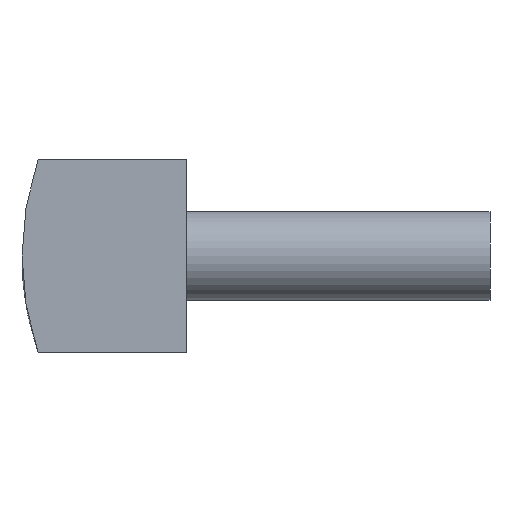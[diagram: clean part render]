
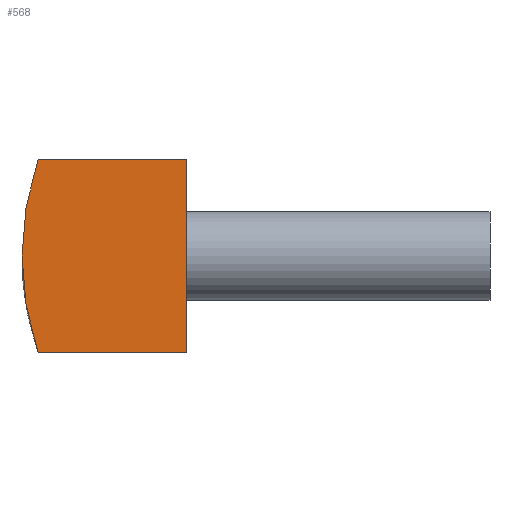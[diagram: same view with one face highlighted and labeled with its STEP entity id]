
A CAD part, left-side view. The second image highlights one B-rep face of the part: STEP entity #568.
In plain terms, the highlighted planar face has unit normal (-1, 0, 0).
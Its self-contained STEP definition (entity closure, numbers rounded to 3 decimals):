
#14 = ORIENTED_EDGE ( 'NONE', *, *, #344, .F. ) ;
#79 = DIRECTION ( 'NONE',  ( -1., 0., 0. ) ) ;
#136 = AXIS2_PLACEMENT_3D ( 'NONE', #933, #79, #156 ) ;
#137 = ORIENTED_EDGE ( 'NONE', *, *, #530, .F. ) ;
#156 = DIRECTION ( 'NONE',  ( 0., 0., 1. ) ) ;
#163 = VECTOR ( 'NONE', #538, 1000. ) ;
#195 = LINE ( 'NONE', #375, #836 ) ;
#199 = CARTESIAN_POINT ( 'NONE',  ( 0., 10., -13. ) ) ;
#258 = CIRCLE ( 'NONE', #794, 20. ) ;
#284 = VECTOR ( 'NONE', #560, 1000. ) ;
#305 = DIRECTION ( 'NONE',  ( 0., -1., 0. ) ) ;
#331 = ORIENTED_EDGE ( 'NONE', *, *, #519, .F. ) ;
#344 = EDGE_CURVE ( 'NONE', #669, #448, #258, .T. ) ;
#345 = CARTESIAN_POINT ( 'NONE',  ( 0., 10., 0. ) ) ;
#375 = CARTESIAN_POINT ( 'NONE',  ( 0., 0., 0. ) ) ;
#384 = CARTESIAN_POINT ( 'NONE',  ( 0., 0., -13. ) ) ;
#414 = FACE_OUTER_BOUND ( 'NONE', #614, .T. ) ;
#448 = VERTEX_POINT ( 'NONE', #345 ) ;
#479 = CARTESIAN_POINT ( 'NONE',  ( 0., -8.914, -6.5 ) ) ;
#517 = VERTEX_POINT ( 'NONE', #705 ) ;
#519 = EDGE_CURVE ( 'NONE', #780, #669, #974, .T. ) ;
#530 = EDGE_CURVE ( 'NONE', #448, #517, #195, .T. ) ;
#538 = DIRECTION ( 'NONE',  ( 0., 1., 0. ) ) ;
#560 = DIRECTION ( 'NONE',  ( 0., 0., -1. ) ) ;
#561 = DIRECTION ( 'NONE',  ( 0., 0., 1. ) ) ;
#568 = ADVANCED_FACE ( 'NONE', ( #414 ), #708, .T. ) ;
#578 = CARTESIAN_POINT ( 'NONE',  ( 0., 0., -13. ) ) ;
#614 = EDGE_LOOP ( 'NONE', ( #137, #14, #331, #673 ) ) ;
#669 = VERTEX_POINT ( 'NONE', #199 ) ;
#673 = ORIENTED_EDGE ( 'NONE', *, *, #806, .F. ) ;
#705 = CARTESIAN_POINT ( 'NONE',  ( 0., 0., 0. ) ) ;
#708 = PLANE ( 'NONE',  #136 ) ;
#780 = VERTEX_POINT ( 'NONE', #578 ) ;
#794 = AXIS2_PLACEMENT_3D ( 'NONE', #479, #884, #561 ) ;
#806 = EDGE_CURVE ( 'NONE', #517, #780, #960, .T. ) ;
#836 = VECTOR ( 'NONE', #305, 1000. ) ;
#884 = DIRECTION ( 'NONE',  ( 1., 0., 0. ) ) ;
#893 = CARTESIAN_POINT ( 'NONE',  ( 0., 0., 0. ) ) ;
#933 = CARTESIAN_POINT ( 'NONE',  ( 0., -8.914, -6.5 ) ) ;
#960 = LINE ( 'NONE', #893, #284 ) ;
#974 = LINE ( 'NONE', #384, #163 ) ;
